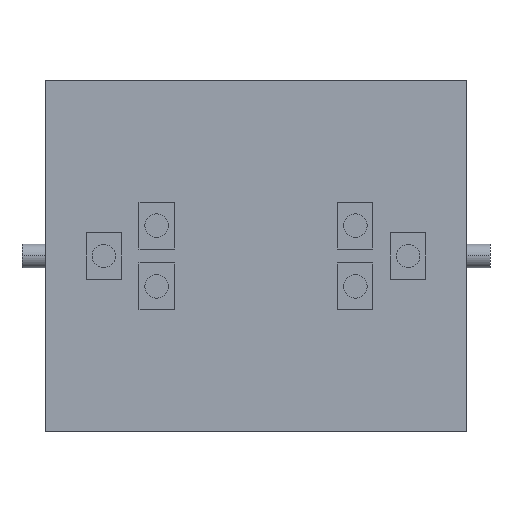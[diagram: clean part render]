
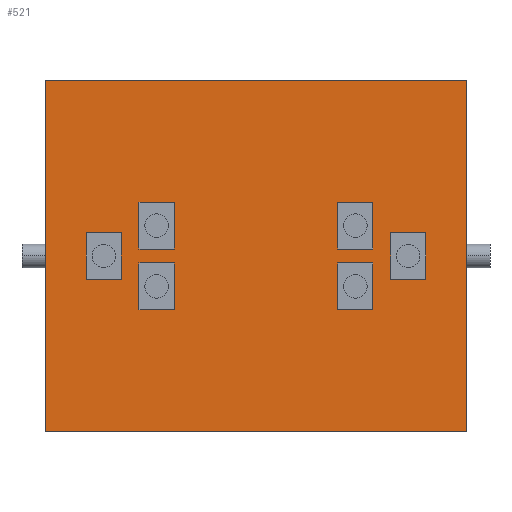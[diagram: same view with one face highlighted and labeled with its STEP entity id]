
A CAD part, front view. The second image highlights one B-rep face of the part: STEP entity #521.
In plain terms, the highlighted planar face has unit normal (0, -1, 0).
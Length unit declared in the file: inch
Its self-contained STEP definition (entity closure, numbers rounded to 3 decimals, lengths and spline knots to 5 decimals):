
#38=DIRECTION('',(1.,0.,0.));
#39=VECTOR('',#38,180.);
#40=CARTESIAN_POINT('',(-140.,-20.,-75.));
#41=LINE('',#40,#39);
#45=DIRECTION('',(0.,0.,1.));
#46=VECTOR('',#45,150.);
#47=CARTESIAN_POINT('',(40.,-20.,-75.));
#48=LINE('',#47,#46);
#52=CARTESIAN_POINT('',(-92.5,-20.,-12.99038));
#53=DIRECTION('',(0.,1.,0.));
#54=DIRECTION('',(-1.,0.,0.));
#55=AXIS2_PLACEMENT_3D('',#52,#53,#54);
#60=CARTESIAN_POINT('',(-92.5,-20.,-12.99038));
#61=DIRECTION('',(0.,1.,0.));
#62=DIRECTION('',(1.,0.,0.));
#63=AXIS2_PLACEMENT_3D('',#60,#61,#62);
#68=CARTESIAN_POINT('',(-92.5,-20.,12.99038));
#69=DIRECTION('',(0.,1.,0.));
#70=DIRECTION('',(-1.,0.,0.));
#71=AXIS2_PLACEMENT_3D('',#68,#69,#70);
#76=CARTESIAN_POINT('',(-92.5,-20.,12.99038));
#77=DIRECTION('',(0.,1.,0.));
#78=DIRECTION('',(1.,0.,0.));
#79=AXIS2_PLACEMENT_3D('',#76,#77,#78);
#84=CARTESIAN_POINT('',(-7.5,-20.,-12.99038));
#85=DIRECTION('',(0.,-1.,0.));
#86=DIRECTION('',(1.,0.,0.));
#87=AXIS2_PLACEMENT_3D('',#84,#85,#86);
#92=CARTESIAN_POINT('',(-7.5,-20.,-12.99038));
#93=DIRECTION('',(0.,-1.,0.));
#94=DIRECTION('',(-1.,0.,0.));
#95=AXIS2_PLACEMENT_3D('',#92,#93,#94);
#100=CARTESIAN_POINT('',(-7.5,-20.,12.99038));
#101=DIRECTION('',(0.,-1.,0.));
#102=DIRECTION('',(1.,0.,0.));
#103=AXIS2_PLACEMENT_3D('',#100,#101,#102);
#108=CARTESIAN_POINT('',(-7.5,-20.,12.99038));
#109=DIRECTION('',(0.,-1.,0.));
#110=DIRECTION('',(-1.,0.,0.));
#111=AXIS2_PLACEMENT_3D('',#108,#109,#110);
#116=DIRECTION('',(0.,0.,1.));
#117=VECTOR('',#116,150.);
#118=CARTESIAN_POINT('',(-140.,-20.,-75.));
#119=LINE('',#118,#117);
#123=CARTESIAN_POINT('',(15.,-20.,0.));
#124=DIRECTION('',(0.,-1.,0.));
#125=DIRECTION('',(1.,0.,0.));
#126=AXIS2_PLACEMENT_3D('',#123,#124,#125);
#131=CARTESIAN_POINT('',(15.,-20.,0.));
#132=DIRECTION('',(0.,-1.,0.));
#133=DIRECTION('',(-1.,0.,0.));
#134=AXIS2_PLACEMENT_3D('',#131,#132,#133);
#139=CARTESIAN_POINT('',(-115.,-20.,0.));
#140=DIRECTION('',(0.,1.,0.));
#141=DIRECTION('',(-1.,0.,0.));
#142=AXIS2_PLACEMENT_3D('',#139,#140,#141);
#147=CARTESIAN_POINT('',(-115.,-20.,0.));
#148=DIRECTION('',(0.,1.,0.));
#149=DIRECTION('',(1.,0.,0.));
#150=AXIS2_PLACEMENT_3D('',#147,#148,#149);
#321=DIRECTION('',(1.,0.,0.));
#322=VECTOR('',#321,180.);
#323=CARTESIAN_POINT('',(-140.,-20.,75.));
#324=LINE('',#323,#322);
#377=CARTESIAN_POINT('',(40.,-20.,-75.));
#379=VERTEX_POINT('',#377);
#383=CARTESIAN_POINT('',(-140.,-20.,-75.));
#384=VERTEX_POINT('',#383);
#385=CARTESIAN_POINT('',(40.,-20.,75.));
#387=VERTEX_POINT('',#385);
#391=CARTESIAN_POINT('',(-140.,-20.,75.));
#392=VERTEX_POINT('',#391);
#397=CARTESIAN_POINT('',(20.,-20.,0.));
#398=CARTESIAN_POINT('',(10.,-20.,0.));
#399=VERTEX_POINT('',#397);
#400=VERTEX_POINT('',#398);
#405=CARTESIAN_POINT('',(-2.5,-20.,12.99038));
#406=CARTESIAN_POINT('',(-12.5,-20.,12.99038));
#407=VERTEX_POINT('',#405);
#408=VERTEX_POINT('',#406);
#413=CARTESIAN_POINT('',(-2.5,-20.,-12.99038));
#414=CARTESIAN_POINT('',(-12.5,-20.,-12.99038));
#415=VERTEX_POINT('',#413);
#416=VERTEX_POINT('',#414);
#421=CARTESIAN_POINT('',(-120.,-20.,0.));
#422=CARTESIAN_POINT('',(-110.,-20.,0.));
#423=VERTEX_POINT('',#421);
#424=VERTEX_POINT('',#422);
#429=CARTESIAN_POINT('',(-97.5,-20.,12.99038));
#430=CARTESIAN_POINT('',(-87.5,-20.,12.99038));
#431=VERTEX_POINT('',#429);
#432=VERTEX_POINT('',#430);
#437=CARTESIAN_POINT('',(-97.5,-20.,-12.99038));
#438=CARTESIAN_POINT('',(-87.5,-20.,-12.99038));
#439=VERTEX_POINT('',#437);
#440=VERTEX_POINT('',#438);
#472=CARTESIAN_POINT('',(-140.,-20.,-75.));
#473=DIRECTION('',(0.,-1.,0.));
#474=DIRECTION('',(1.,0.,0.));
#475=AXIS2_PLACEMENT_3D('',#472,#473,#474);
#476=PLANE('',#475);
#477=ORIENTED_EDGE('',*,*,#452,.F.);
#479=ORIENTED_EDGE('',*,*,#478,.T.);
#481=ORIENTED_EDGE('',*,*,#480,.T.);
#482=ORIENTED_EDGE('',*,*,#463,.F.);
#483=EDGE_LOOP('',(#477,#479,#481,#482));
#484=FACE_OUTER_BOUND('',#483,.F.);
#486=ORIENTED_EDGE('',*,*,#485,.F.);
#488=ORIENTED_EDGE('',*,*,#487,.F.);
#489=EDGE_LOOP('',(#486,#488));
#490=FACE_BOUND('',#489,.F.);
#492=ORIENTED_EDGE('',*,*,#491,.F.);
#494=ORIENTED_EDGE('',*,*,#493,.F.);
#495=EDGE_LOOP('',(#492,#494));
#496=FACE_BOUND('',#495,.F.);
#498=ORIENTED_EDGE('',*,*,#497,.T.);
#500=ORIENTED_EDGE('',*,*,#499,.T.);
#501=EDGE_LOOP('',(#498,#500));
#502=FACE_BOUND('',#501,.F.);
#504=ORIENTED_EDGE('',*,*,#503,.T.);
#506=ORIENTED_EDGE('',*,*,#505,.T.);
#507=EDGE_LOOP('',(#504,#506));
#508=FACE_BOUND('',#507,.F.);
#510=ORIENTED_EDGE('',*,*,#509,.T.);
#512=ORIENTED_EDGE('',*,*,#511,.T.);
#513=EDGE_LOOP('',(#510,#512));
#514=FACE_BOUND('',#513,.F.);
#516=ORIENTED_EDGE('',*,*,#515,.F.);
#518=ORIENTED_EDGE('',*,*,#517,.F.);
#519=EDGE_LOOP('',(#516,#518));
#520=FACE_BOUND('',#519,.F.);
#56=CIRCLE('',#55,5.);
#64=CIRCLE('',#63,5.);
#72=CIRCLE('',#71,5.);
#80=CIRCLE('',#79,5.);
#88=CIRCLE('',#87,5.);
#96=CIRCLE('',#95,5.);
#104=CIRCLE('',#103,5.);
#112=CIRCLE('',#111,5.);
#127=CIRCLE('',#126,5.);
#135=CIRCLE('',#134,5.);
#143=CIRCLE('',#142,5.);
#151=CIRCLE('',#150,5.);
#452=EDGE_CURVE('',#384,#379,#41,.T.);
#463=EDGE_CURVE('',#379,#387,#48,.T.);
#478=EDGE_CURVE('',#384,#392,#119,.T.);
#480=EDGE_CURVE('',#392,#387,#324,.T.);
#485=EDGE_CURVE('',#439,#440,#56,.T.);
#487=EDGE_CURVE('',#440,#439,#64,.T.);
#491=EDGE_CURVE('',#431,#432,#72,.T.);
#493=EDGE_CURVE('',#432,#431,#80,.T.);
#497=EDGE_CURVE('',#415,#416,#88,.T.);
#499=EDGE_CURVE('',#416,#415,#96,.T.);
#503=EDGE_CURVE('',#407,#408,#104,.T.);
#505=EDGE_CURVE('',#408,#407,#112,.T.);
#509=EDGE_CURVE('',#399,#400,#127,.T.);
#511=EDGE_CURVE('',#400,#399,#135,.T.);
#515=EDGE_CURVE('',#423,#424,#143,.T.);
#517=EDGE_CURVE('',#424,#423,#151,.T.);
#521=ADVANCED_FACE('',(#484,#490,#496,#502,#508,#514,#520),#476,.T.);
